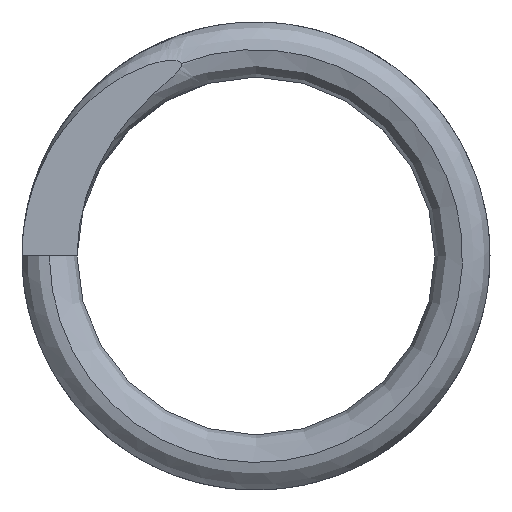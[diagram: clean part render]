
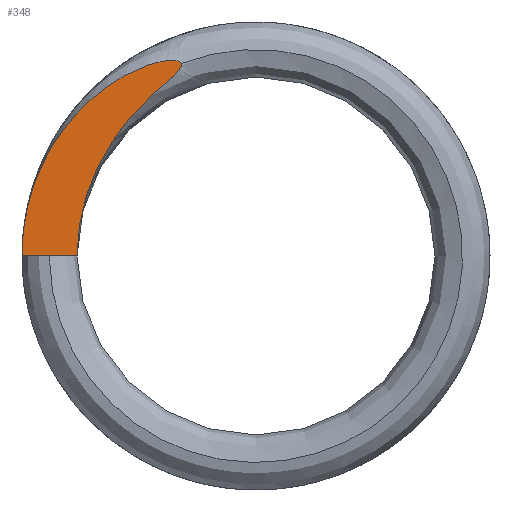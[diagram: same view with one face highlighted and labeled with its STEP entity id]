
A CAD part, left-side view. The second image highlights one B-rep face of the part: STEP entity #348.
In plain terms, the highlighted planar face has unit normal (-1, 0, 0).
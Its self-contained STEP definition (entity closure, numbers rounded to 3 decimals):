
#64 = CARTESIAN_POINT ( 'NONE',  ( 0., 1.473, 3.553 ) ) ;
#80 = CARTESIAN_POINT ( 'NONE',  ( 0., 1.606, 3.552 ) ) ;
#82 = CARTESIAN_POINT ( 'NONE',  ( 0., 2.871, 1.659 ) ) ;
#84 = PLANE ( 'NONE',  #1390 ) ;
#110 = VERTEX_POINT ( 'NONE', #945 ) ;
#167 = FACE_OUTER_BOUND ( 'NONE', #760, .T. ) ;
#173 = CARTESIAN_POINT ( 'NONE',  ( 0., 1.35, 3.475 ) ) ;
#188 = CARTESIAN_POINT ( 'NONE',  ( 0., 2.605, 2.098 ) ) ;
#224 = VECTOR ( 'NONE', #856, 1000. ) ;
#247 = CARTESIAN_POINT ( 'NONE',  ( 0., 1.358, 3.496 ) ) ;
#248 = EDGE_CURVE ( 'NONE', #110, #632, #404, .T. ) ;
#273 = ORIENTED_EDGE ( 'NONE', *, *, #1059, .T. ) ;
#281 = CARTESIAN_POINT ( 'NONE',  ( 0., 1.385, 3.395 ) ) ;
#286 = CARTESIAN_POINT ( 'NONE',  ( 0., 1.865, 3.5 ) ) ;
#289 = CARTESIAN_POINT ( 'NONE',  ( 0., 1.358, 3.496 ) ) ;
#302 = CARTESIAN_POINT ( 'NONE',  ( 0., 4.25, 0.212 ) ) ;
#308 = CARTESIAN_POINT ( 'NONE',  ( 0., 3.703, 2.005 ) ) ;
#348 = ADVANCED_FACE ( 'NONE', ( #167 ), #84, .F. ) ;
#396 = CARTESIAN_POINT ( 'NONE',  ( 0., 1.547, 3.223 ) ) ;
#404 = LINE ( 'NONE', #842, #224 ) ;
#435 = CARTESIAN_POINT ( 'NONE',  ( 0., 4.25, 0. ) ) ;
#504 = CARTESIAN_POINT ( 'NONE',  ( 0., 3.009, 1.348 ) ) ;
#512 = CARTESIAN_POINT ( 'NONE',  ( 0., 1.807, 2.996 ) ) ;
#517 = CARTESIAN_POINT ( 'NONE',  ( 0., 3.9, 1.632 ) ) ;
#519 = CARTESIAN_POINT ( 'NONE',  ( 0., 1.454, 3.313 ) ) ;
#533 = CARTESIAN_POINT ( 'NONE',  ( 0., 4.166, 0.838 ) ) ;
#621 = CARTESIAN_POINT ( 'NONE',  ( 0., 1.446, 3.55 ) ) ;
#632 = VERTEX_POINT ( 'NONE', #435 ) ;
#637 = CARTESIAN_POINT ( 'NONE',  ( 0., 3.205, 2.68 ) ) ;
#715 = CARTESIAN_POINT ( 'NONE',  ( 0., 2.506, 2.24 ) ) ;
#723 = CARTESIAN_POINT ( 'NONE',  ( 0., 1.358, 3.496 ) ) ;
#724 = DIRECTION ( 'NONE',  ( 0., 0., -1. ) ) ;
#731 = CARTESIAN_POINT ( 'NONE',  ( 0., 3.201, 0.685 ) ) ;
#751 = CARTESIAN_POINT ( 'NONE',  ( 0., 3.983, 1.44 ) ) ;
#757 = CARTESIAN_POINT ( 'NONE',  ( 0., 1.368, 3.521 ) ) ;
#760 = EDGE_LOOP ( 'NONE', ( #1264, #936, #273 ) ) ;
#814 = B_SPLINE_CURVE_WITH_KNOTS ( 'NONE', 3,
 ( #247, #757, #1190, #621, #64, #846, #80, #1269, #286, #1163, #1277, #1388, #637, #1179, #308, #517, #751, #965, #533, #1285, #302, #1292 ),
 .UNSPECIFIED., .F., .F.,
 ( 4, 2, 2, 2, 2, 2, 2, 2, 2, 2, 4 ),
 ( 0.004, 0.004, 0.004, 0.004, 0.005, 0.005, 0.007, 0.007, 0.008, 0.009, 0.009 ),
 .UNSPECIFIED. ) ;
#834 = CARTESIAN_POINT ( 'NONE',  ( 0., 2.178, 2.637 ) ) ;
#842 = CARTESIAN_POINT ( 'NONE',  ( 0., 3.75, 0. ) ) ;
#846 = CARTESIAN_POINT ( 'NONE',  ( 0., 1.553, 3.557 ) ) ;
#847 = EDGE_CURVE ( 'NONE', #110, #951, #866, .T. ) ;
#856 = DIRECTION ( 'NONE',  ( 0., 1., 0. ) ) ;
#866 = B_SPLINE_CURVE_WITH_KNOTS ( 'NONE', 3,
 ( #944, #1174, #731, #504, #82, #188, #715, #1255, #834, #1375, #512, #935, #396, #519, #929, #281, #1150, #1042, #173, #723 ),
 .UNSPECIFIED., .F., .F.,
 ( 4, 2, 2, 2, 2, 2, 2, 2, 2, 4 ),
 ( 0., 0.001, 0.002, 0.003, 0.003, 0.004, 0.004, 0.004, 0.004, 0.004 ),
 .UNSPECIFIED. ) ;
#929 = CARTESIAN_POINT ( 'NONE',  ( 0., 1.424, 3.344 ) ) ;
#935 = CARTESIAN_POINT ( 'NONE',  ( 0., 1.612, 3.166 ) ) ;
#936 = ORIENTED_EDGE ( 'NONE', *, *, #847, .T. ) ;
#944 = CARTESIAN_POINT ( 'NONE',  ( 0., 3.25, 0. ) ) ;
#945 = CARTESIAN_POINT ( 'NONE',  ( 0., 3.25, 0. ) ) ;
#951 = VERTEX_POINT ( 'NONE', #289 ) ;
#965 = CARTESIAN_POINT ( 'NONE',  ( 0., 4.115, 1.044 ) ) ;
#1042 = CARTESIAN_POINT ( 'NONE',  ( 0., 1.355, 3.453 ) ) ;
#1059 = EDGE_CURVE ( 'NONE', #951, #632, #814, .T. ) ;
#1150 = CARTESIAN_POINT ( 'NONE',  ( 0., 1.373, 3.413 ) ) ;
#1163 = CARTESIAN_POINT ( 'NONE',  ( 0., 2.163, 3.395 ) ) ;
#1174 = CARTESIAN_POINT ( 'NONE',  ( 0., 3.25, 0.345 ) ) ;
#1175 = DIRECTION ( 'NONE',  ( 1., 0., 0. ) ) ;
#1179 = CARTESIAN_POINT ( 'NONE',  ( 0., 3.588, 2.183 ) ) ;
#1190 = CARTESIAN_POINT ( 'NONE',  ( 0., 1.395, 3.535 ) ) ;
#1255 = CARTESIAN_POINT ( 'NONE',  ( 0., 2.293, 2.509 ) ) ;
#1264 = ORIENTED_EDGE ( 'NONE', *, *, #248, .F. ) ;
#1269 = CARTESIAN_POINT ( 'NONE',  ( 0., 1.764, 3.528 ) ) ;
#1277 = CARTESIAN_POINT ( 'NONE',  ( 0., 2.355, 3.301 ) ) ;
#1285 = CARTESIAN_POINT ( 'NONE',  ( 0., 4.233, 0.422 ) ) ;
#1292 = CARTESIAN_POINT ( 'NONE',  ( 0., 4.25, 0. ) ) ;
#1375 = CARTESIAN_POINT ( 'NONE',  ( 0., 1.936, 2.881 ) ) ;
#1384 = CARTESIAN_POINT ( 'NONE',  ( 0., 0., 0. ) ) ;
#1388 = CARTESIAN_POINT ( 'NONE',  ( 0., 2.889, 2.971 ) ) ;
#1390 = AXIS2_PLACEMENT_3D ( 'NONE', #1384, #1175, #724 ) ;
